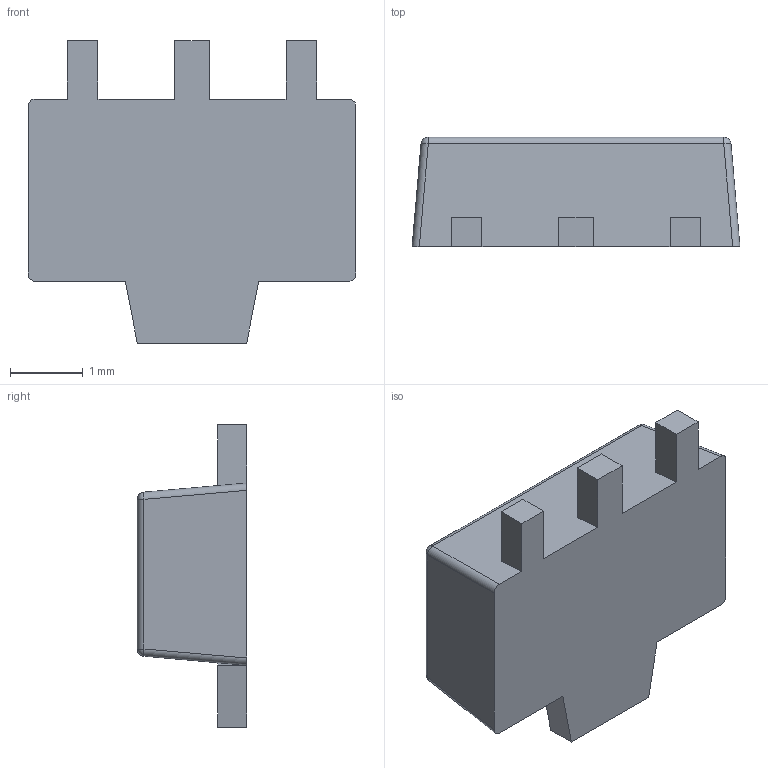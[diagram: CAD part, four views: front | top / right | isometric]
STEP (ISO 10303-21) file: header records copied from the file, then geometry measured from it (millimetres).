
FILE_DESCRIPTION (( 'STEP AP214' ), '1' );
FILE_NAME ('SOT-89.STEP', '2016-01-03T10:02:45', ( '' ), ( '' ), 'SwSTEP 2.0', 'SolidWorks 2015', '' );
FILE_SCHEMA (( 'AUTOMOTIVE_DESIGN' ));
Length unit declared in the file: millimetre
Products named in the file (1): SOT-89
Bounding box: 4.5 x 1.5 x 4.15 mm (x, y, z)
Volume: 16.5 mm3; surface area: 47.9 mm2
Topology: 1 solids, 1 shells, 36 faces, 92 edges, 54 vertices
Faces by surface type: plane 24, cylinder 8, sphere 4
Entity records: 1264 total; most frequent: CARTESIAN_POINT 191, ORIENTED_EDGE 176, DIRECTION 170, EDGE_CURVE 88, LINE 72, VECTOR 72, VERTEX_POINT 54, AXIS2_PLACEMENT_3D 49
